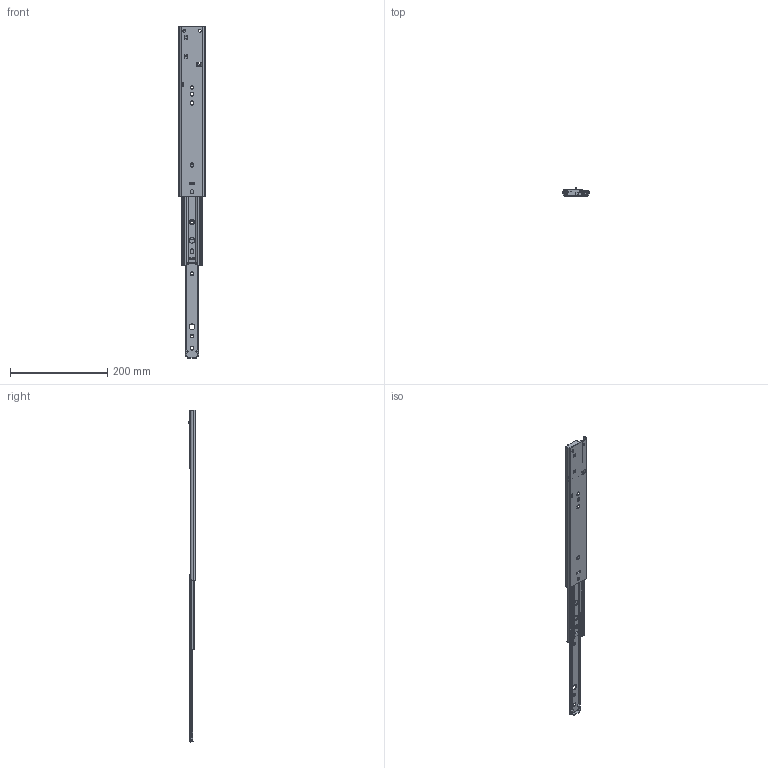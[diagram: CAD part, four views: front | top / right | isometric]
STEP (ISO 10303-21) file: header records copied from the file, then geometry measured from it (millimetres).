
FILE_DESCRIPTION(/* description */ (''),/* implementation_level */ '2;1');
FILE_NAME(/* name */ '103-R92-03-out.stp',/* time_stamp */ '2017-03-21T11:54:58+01:00',/* author */ ('stagece1'),/* organization */ (''),/* preprocessor_version */ 'ST-DEVELOPER v15.6',/* originating_system */ 'Autodesk Inventor 2015',/* authorisation */ '');
FILE_SCHEMA (('AUTOMOTIVE_DESIGN { 1 0 10303 214 3 1 1 }'));
Products named in the file (15): E000018913; E000018914; E000018925; E000018926; E000018922; E000018921; E000018916; E000018924; E000018917; E000018919; E000018920; E000018918; E000018923; Softclose_website; 103-R92-03-out
Assembly tree (52 placements, depth 3):
  103-R92-03-out
    E000018913
    E000018925
      E000018914
    E000018921
      E000018926
      E000018922  x18
    E000018924
      E000018916
    E000018920
      E000018917
      E000018919  x22
    E000018923
      E000018918
    Softclose_website
Bounding box: 55.3 x 16 x 681.99 mm (x, y, z)
Volume: 114998.8 mm3; surface area: 152018 mm2
Topology: 48 solids, 48 shells, 2010 faces, 5508 edges, 3654 vertices
Faces by surface type: cylinder 890, plane 759, sphere 168, torus 95, bspline 57, cone 41
Full cylindrical faces by diameter (mm): 1.5 x1, 2.5 x1, 2.8 x1, 3.8 x1, 4 x2, 4.5 x1, 4.76 x22, 5 x1, 5.56 x18, 5.9 x1, 6 x2, 8 x4, 10.4 x2, 12 x3
Entity records: 66782 total; most frequent: CARTESIAN_POINT 16187, DIRECTION 10948, ORIENTED_EDGE 10180, EDGE_CURVE 5090, AXIS2_PLACEMENT_3D 3937, VERTEX_POINT 3164, LINE 3074, VECTOR 3074
